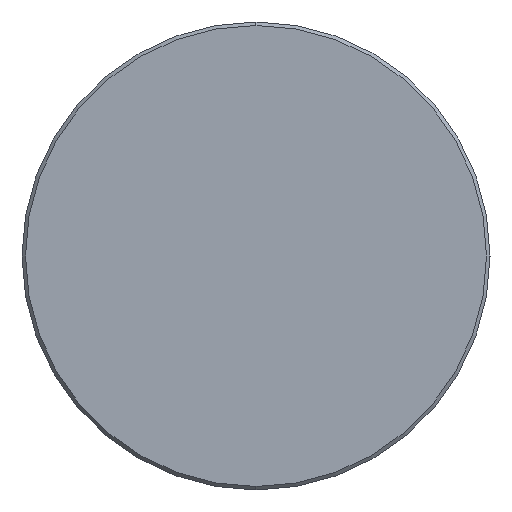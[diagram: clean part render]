
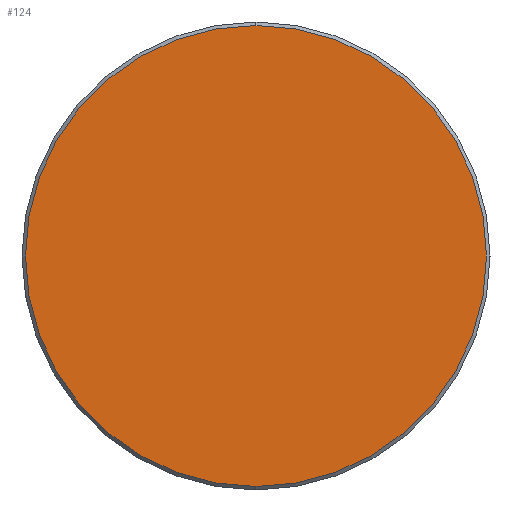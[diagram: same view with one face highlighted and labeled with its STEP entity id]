
A CAD part, left-side view. The second image highlights one B-rep face of the part: STEP entity #124.
In plain terms, the highlighted planar face has unit normal (-1, 0, 0).
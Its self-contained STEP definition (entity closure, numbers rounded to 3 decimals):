
#5 = CARTESIAN_POINT ( 'NONE',  ( 0., 0., 0. ) ) ;
#19 = ORIENTED_EDGE ( 'NONE', *, *, #625, .T. ) ;
#29 = DIRECTION ( 'NONE',  ( 1., 0., 0. ) ) ;
#31 = EDGE_LOOP ( 'NONE', ( #19, #142 ) ) ;
#47 = FACE_OUTER_BOUND ( 'NONE', #31, .T. ) ;
#98 = EDGE_CURVE ( 'NONE', #429, #318, #480, .T. ) ;
#124 = ADVANCED_FACE ( 'NONE', ( #47 ), #473, .F. ) ;
#142 = ORIENTED_EDGE ( 'NONE', *, *, #98, .T. ) ;
#245 = CARTESIAN_POINT ( 'NONE',  ( 0., 0., -19.7 ) ) ;
#307 = AXIS2_PLACEMENT_3D ( 'NONE', #337, #624, #410 ) ;
#318 = VERTEX_POINT ( 'NONE', #245 ) ;
#324 = DIRECTION ( 'NONE',  ( 0., 0., 1. ) ) ;
#337 = CARTESIAN_POINT ( 'NONE',  ( 0., 0., 0. ) ) ;
#344 = CARTESIAN_POINT ( 'NONE',  ( 0., 0., 0. ) ) ;
#397 = AXIS2_PLACEMENT_3D ( 'NONE', #5, #660, #324 ) ;
#410 = DIRECTION ( 'NONE',  ( 0., 0., 1. ) ) ;
#429 = VERTEX_POINT ( 'NONE', #678 ) ;
#473 = PLANE ( 'NONE',  #475 ) ;
#475 = AXIS2_PLACEMENT_3D ( 'NONE', #344, #29, #574 ) ;
#480 = CIRCLE ( 'NONE', #307, 19.7 ) ;
#569 = CIRCLE ( 'NONE', #397, 19.7 ) ;
#574 = DIRECTION ( 'NONE',  ( 0., 0., -1. ) ) ;
#624 = DIRECTION ( 'NONE',  ( -1., 0., 0. ) ) ;
#625 = EDGE_CURVE ( 'NONE', #318, #429, #569, .T. ) ;
#660 = DIRECTION ( 'NONE',  ( -1., 0., 0. ) ) ;
#678 = CARTESIAN_POINT ( 'NONE',  ( 0., 0., 19.7 ) ) ;
